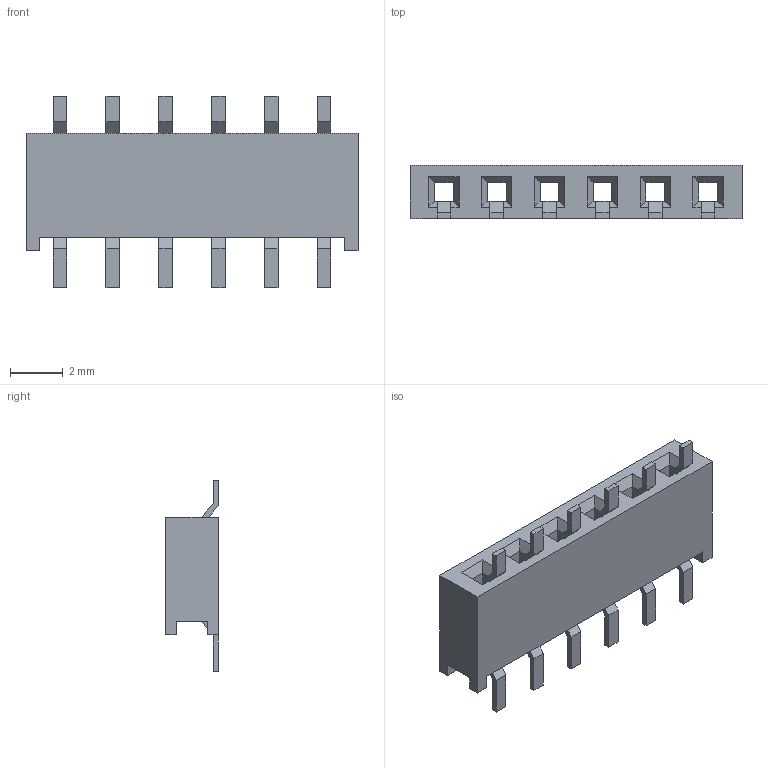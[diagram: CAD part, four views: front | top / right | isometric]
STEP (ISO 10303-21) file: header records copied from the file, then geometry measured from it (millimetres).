
FILE_DESCRIPTION( ( 'STEP AP214' ), '1' );
FILE_NAME( 'MMS-106-02-L-SH.stp', '2021-04-05T15:22:05', ( 'License CC BY-ND 4.0' ), ( 'CADENAS' ), ' ', 'PARTsolutions', ' ' );
FILE_SCHEMA( ( 'AUTOMOTIVE_DESIGN { 1 0 10303 214 1 1 1 1 }' ) );
Length unit declared in the file: inch
Products named in the file (3): MMS-106-02-L-SH; _MMS-106-02-SH_socket; _C-63-02-06-SH
Assembly tree (2 placements, depth 2):
  MMS-106-02-L-SH
    _MMS-106-02-SH_socket
    _C-63-02-06-SH
Bounding box: 12.55 x 2 x 7.24 mm (x, y, z)
Volume: 94.1 mm3; surface area: 335.9 mm2
Topology: 2 solids, 2 shells, 178 faces, 498 edges, 324 vertices
Faces by surface type: plane 178
Entity records: 3696 total; most frequent: ORIENTED_EDGE 996, EDGE_CURVE 498, CARTESIAN_POINT 441, LINE 375, VERTEX_POINT 324, EDGE_LOOP 190, STYLED_ITEM 178, ADVANCED_FACE 178
